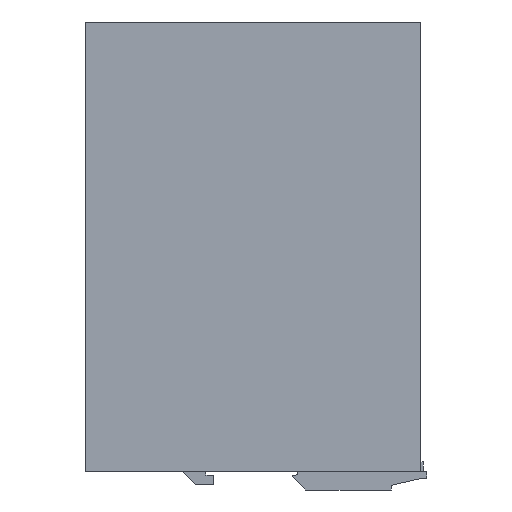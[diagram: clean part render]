
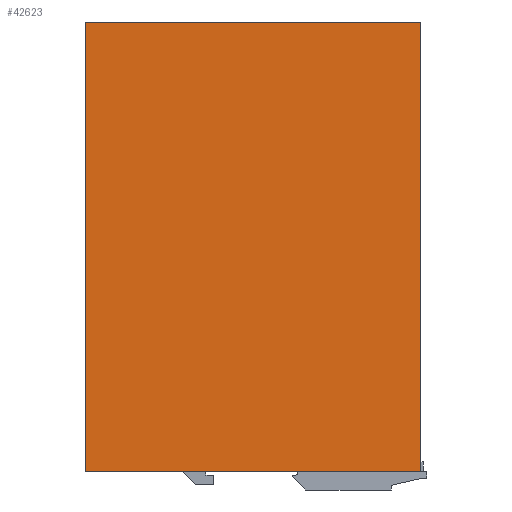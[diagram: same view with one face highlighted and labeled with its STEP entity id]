
A CAD part, left-side view. The second image highlights one B-rep face of the part: STEP entity #42623.
In plain terms, the highlighted planar face has unit normal (-1, 0, 0).
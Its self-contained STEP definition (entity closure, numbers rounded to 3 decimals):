
#635 = CARTESIAN_POINT ( 'NONE',  ( -63., 63.5, 0. ) ) ;
#1158 = AXIS2_PLACEMENT_3D ( 'NONE', #35684, #42256, #12022 ) ;
#2324 = CARTESIAN_POINT ( 'NONE',  ( -63., 0., 0. ) ) ;
#2566 = ORIENTED_EDGE ( 'NONE', *, *, #16588, .T. ) ;
#3421 = EDGE_CURVE ( 'NONE', #23683, #39663, #37439, .T. ) ;
#8647 = VECTOR ( 'NONE', #42641, 1000. ) ;
#10001 = ORIENTED_EDGE ( 'NONE', *, *, #3421, .F. ) ;
#10921 = CARTESIAN_POINT ( 'NONE',  ( -63., 63.5, 0. ) ) ;
#12022 = DIRECTION ( 'NONE',  ( 0., 0., -1. ) ) ;
#13852 = CARTESIAN_POINT ( 'NONE',  ( -63., 63.5, -170. ) ) ;
#15911 = LINE ( 'NONE', #2324, #8647 ) ;
#16375 = EDGE_CURVE ( 'NONE', #30268, #39663, #40936, .T. ) ;
#16588 = EDGE_CURVE ( 'NONE', #23683, #39058, #42874, .T. ) ;
#21456 = ORIENTED_EDGE ( 'NONE', *, *, #36953, .T. ) ;
#22725 = DIRECTION ( 'NONE',  ( 0., 0., 1. ) ) ;
#23474 = ORIENTED_EDGE ( 'NONE', *, *, #16375, .T. ) ;
#23683 = VERTEX_POINT ( 'NONE', #27247 ) ;
#26941 = CARTESIAN_POINT ( 'NONE',  ( -63., 0., -170. ) ) ;
#27247 = CARTESIAN_POINT ( 'NONE',  ( -63., -63.5, -170. ) ) ;
#29117 = FACE_OUTER_BOUND ( 'NONE', #42816, .T. ) ;
#29637 = VECTOR ( 'NONE', #37649, 1000. ) ;
#30268 = VERTEX_POINT ( 'NONE', #635 ) ;
#34150 = DIRECTION ( 'NONE',  ( 0., 1., 0. ) ) ;
#34572 = VECTOR ( 'NONE', #34150, 1000. ) ;
#35684 = CARTESIAN_POINT ( 'NONE',  ( -63., 0., 0. ) ) ;
#36953 = EDGE_CURVE ( 'NONE', #39058, #30268, #15911, .T. ) ;
#37439 = LINE ( 'NONE', #26941, #34572 ) ;
#37649 = DIRECTION ( 'NONE',  ( 0., 0., -1. ) ) ;
#39058 = VERTEX_POINT ( 'NONE', #39700 ) ;
#39372 = CARTESIAN_POINT ( 'NONE',  ( -63., -63.5, 0. ) ) ;
#39663 = VERTEX_POINT ( 'NONE', #13852 ) ;
#39700 = CARTESIAN_POINT ( 'NONE',  ( -63., -63.5, 0. ) ) ;
#40936 = LINE ( 'NONE', #10921, #29637 ) ;
#42256 = DIRECTION ( 'NONE',  ( 1., 0., 0. ) ) ;
#42474 = PLANE ( 'NONE',  #1158 ) ;
#42623 = ADVANCED_FACE ( 'NONE', ( #29117 ), #42474, .F. ) ;
#42641 = DIRECTION ( 'NONE',  ( 0., 1., 0. ) ) ;
#42816 = EDGE_LOOP ( 'NONE', ( #10001, #2566, #21456, #23474 ) ) ;
#42874 = LINE ( 'NONE', #39372, #42959 ) ;
#42959 = VECTOR ( 'NONE', #22725, 1000. ) ;
